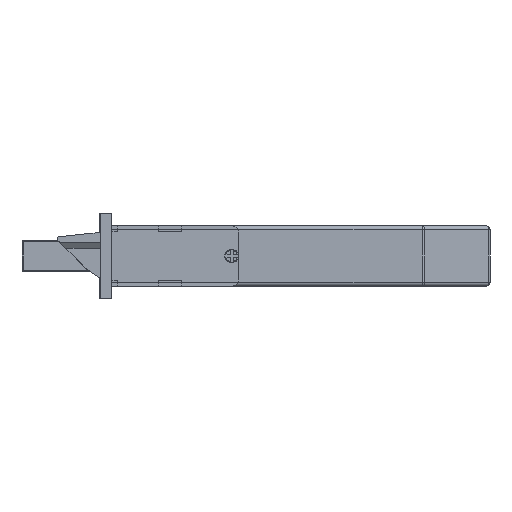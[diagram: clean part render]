
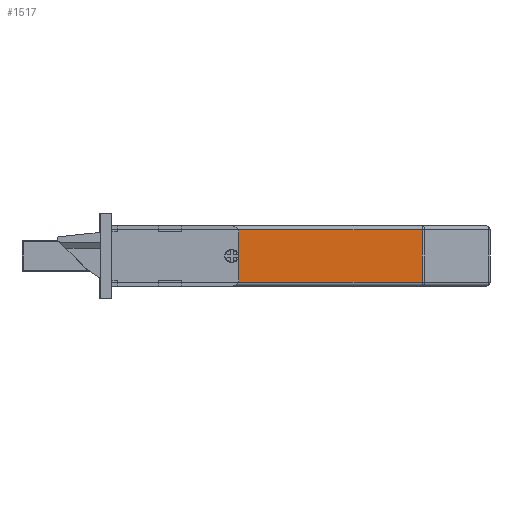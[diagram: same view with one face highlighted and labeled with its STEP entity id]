
A CAD part, front view. The second image highlights one B-rep face of the part: STEP entity #1517.
In plain terms, the highlighted planar face has unit normal (0, -1, 0).
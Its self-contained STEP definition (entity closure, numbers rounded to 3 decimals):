
#179 = CARTESIAN_POINT ( 'NONE',  ( 44.75, -14.7, 6. ) ) ;
#220 = CARTESIAN_POINT ( 'NONE',  ( 94., -14.7, -0.75 ) ) ;
#336 = EDGE_CURVE ( 'NONE', #6525, #4482, #3839, .T. ) ;
#359 = VERTEX_POINT ( 'NONE', #5779 ) ;
#784 = CARTESIAN_POINT ( 'NONE',  ( 14., -14.7, -1.75 ) ) ;
#822 = EDGE_CURVE ( 'NONE', #4111, #359, #6783, .T. ) ;
#892 = PLANE ( 'NONE',  #3825 ) ;
#1215 = ORIENTED_EDGE ( 'NONE', *, *, #10419, .T. ) ;
#1279 = DIRECTION ( 'NONE',  ( 0., 0., -1. ) ) ;
#1511 = ORIENTED_EDGE ( 'NONE', *, *, #7642, .F. ) ;
#1517 = ADVANCED_FACE ( 'NONE', ( #3389, #7328 ), #892, .T. ) ;
#1790 = DIRECTION ( 'NONE',  ( 0., -1., 0. ) ) ;
#1902 = CARTESIAN_POINT ( 'NONE',  ( 44.75, -14.7, 7.75 ) ) ;
#2088 = CARTESIAN_POINT ( 'NONE',  ( 14., -14.7, -0.75 ) ) ;
#2659 = DIRECTION ( 'NONE',  ( 1., 0., 0. ) ) ;
#2843 = CARTESIAN_POINT ( 'NONE',  ( 93.586, -14.7, -1.75 ) ) ;
#2981 = VECTOR ( 'NONE', #7325, 1000. ) ;
#3150 = ORIENTED_EDGE ( 'NONE', *, *, #4546, .T. ) ;
#3389 = FACE_BOUND ( 'NONE', #5755, .T. ) ;
#3646 = AXIS2_PLACEMENT_3D ( 'NONE', #6921, #5300, #1279 ) ;
#3728 = LINE ( 'NONE', #8320, #9912 ) ;
#3825 = AXIS2_PLACEMENT_3D ( 'NONE', #8062, #1790, #6527 ) ;
#3839 = LINE ( 'NONE', #2843, #4618 ) ;
#4004 = ORIENTED_EDGE ( 'NONE', *, *, #822, .F. ) ;
#4100 = DIRECTION ( 'NONE',  ( 0., 0., -1. ) ) ;
#4111 = VERTEX_POINT ( 'NONE', #1902 ) ;
#4207 = CARTESIAN_POINT ( 'NONE',  ( 93.586, -14.7, -0.75 ) ) ;
#4482 = VERTEX_POINT ( 'NONE', #5309 ) ;
#4546 = EDGE_CURVE ( 'NONE', #4482, #9636, #3728, .T. ) ;
#4618 = VECTOR ( 'NONE', #6051, 1000. ) ;
#5300 = DIRECTION ( 'NONE',  ( 0., -1., 0. ) ) ;
#5309 = CARTESIAN_POINT ( 'NONE',  ( 93.586, -14.7, 12.75 ) ) ;
#5675 = ORIENTED_EDGE ( 'NONE', *, *, #336, .T. ) ;
#5755 = EDGE_LOOP ( 'NONE', ( #7412, #4004 ) ) ;
#5779 = CARTESIAN_POINT ( 'NONE',  ( 44.75, -14.7, 4.25 ) ) ;
#6051 = DIRECTION ( 'NONE',  ( 0., 0., 1. ) ) ;
#6525 = VERTEX_POINT ( 'NONE', #4207 ) ;
#6527 = DIRECTION ( 'NONE',  ( 1., 0., 0. ) ) ;
#6619 = EDGE_LOOP ( 'NONE', ( #1511, #1215, #5675, #3150 ) ) ;
#6657 = CIRCLE ( 'NONE', #3646, 1.75 ) ;
#6783 = CIRCLE ( 'NONE', #8981, 1.75 ) ;
#6921 = CARTESIAN_POINT ( 'NONE',  ( 44.75, -14.7, 6. ) ) ;
#7041 = EDGE_CURVE ( 'NONE', #359, #4111, #6657, .T. ) ;
#7325 = DIRECTION ( 'NONE',  ( 0., 0., 1. ) ) ;
#7328 = FACE_OUTER_BOUND ( 'NONE', #6619, .T. ) ;
#7412 = ORIENTED_EDGE ( 'NONE', *, *, #7041, .F. ) ;
#7533 = DIRECTION ( 'NONE',  ( -1., 0., 0. ) ) ;
#7642 = EDGE_CURVE ( 'NONE', #10192, #9636, #8005, .T. ) ;
#8005 = LINE ( 'NONE', #784, #2981 ) ;
#8062 = CARTESIAN_POINT ( 'NONE',  ( 14., -14.7, -1.75 ) ) ;
#8141 = DIRECTION ( 'NONE',  ( 0., -1., 0. ) ) ;
#8320 = CARTESIAN_POINT ( 'NONE',  ( 14., -14.7, 12.75 ) ) ;
#8328 = CARTESIAN_POINT ( 'NONE',  ( 14., -14.7, 12.75 ) ) ;
#8981 = AXIS2_PLACEMENT_3D ( 'NONE', #179, #8141, #4100 ) ;
#9158 = VECTOR ( 'NONE', #2659, 1000. ) ;
#9636 = VERTEX_POINT ( 'NONE', #8328 ) ;
#9875 = LINE ( 'NONE', #220, #9158 ) ;
#9912 = VECTOR ( 'NONE', #7533, 1000. ) ;
#10192 = VERTEX_POINT ( 'NONE', #2088 ) ;
#10419 = EDGE_CURVE ( 'NONE', #10192, #6525, #9875, .T. ) ;
